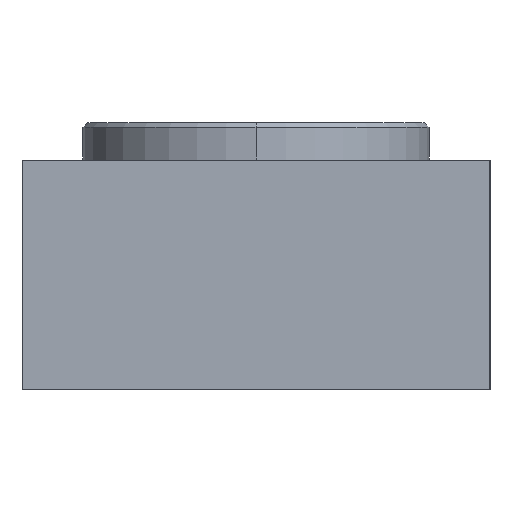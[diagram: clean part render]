
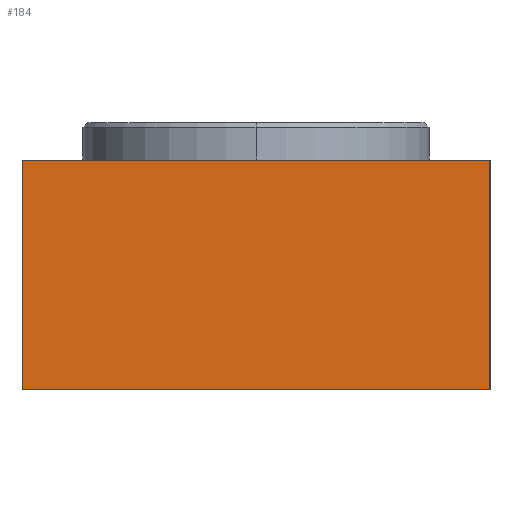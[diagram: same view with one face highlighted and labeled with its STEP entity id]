
A CAD part, left-side view. The second image highlights one B-rep face of the part: STEP entity #184.
In plain terms, the highlighted planar face has unit normal (-1, 0, 0).
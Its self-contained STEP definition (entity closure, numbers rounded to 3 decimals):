
#27 = EDGE_CURVE ( 'NONE', #277, #270, #837, .T. ) ;
#32 = EDGE_CURVE ( 'NONE', #437, #261, #962, .T. ) ;
#34 = EDGE_CURVE ( 'NONE', #277, #437, #947, .T. ) ;
#37 = EDGE_CURVE ( 'NONE', #270, #261, #736, .T. ) ;
#108 = AXIS2_PLACEMENT_3D ( 'NONE', #560, #611, #616 ) ;
#184 = ADVANCED_FACE ( 'NONE', ( #842 ), #579, .F. ) ;
#261 = VERTEX_POINT ( 'NONE', #525 ) ;
#270 = VERTEX_POINT ( 'NONE', #574 ) ;
#277 = VERTEX_POINT ( 'NONE', #614 ) ;
#302 = CARTESIAN_POINT ( 'NONE',  ( -37.5, 25., 24.5 ) ) ;
#326 = DIRECTION ( 'NONE',  ( 0., 0., -1. ) ) ;
#366 = DIRECTION ( 'NONE',  ( 0., -1., 0. ) ) ;
#369 = CARTESIAN_POINT ( 'NONE',  ( -37.5, -25., 0. ) ) ;
#376 = DIRECTION ( 'NONE',  ( 0., -1., 0. ) ) ;
#392 = CARTESIAN_POINT ( 'NONE',  ( -37.5, -25., 24.5 ) ) ;
#399 = CARTESIAN_POINT ( 'NONE',  ( -37.5, -25., 24.5 ) ) ;
#400 = DIRECTION ( 'NONE',  ( 0., 0., -1. ) ) ;
#437 = VERTEX_POINT ( 'NONE', #553 ) ;
#525 = CARTESIAN_POINT ( 'NONE',  ( -37.5, -25., 0. ) ) ;
#553 = CARTESIAN_POINT ( 'NONE',  ( -37.5, 25., 0. ) ) ;
#560 = CARTESIAN_POINT ( 'NONE',  ( -37.5, -25., 24.5 ) ) ;
#574 = CARTESIAN_POINT ( 'NONE',  ( -37.5, -25., 24.5 ) ) ;
#579 = PLANE ( 'NONE',  #108 ) ;
#611 = DIRECTION ( 'NONE',  ( 1., 0., 0. ) ) ;
#614 = CARTESIAN_POINT ( 'NONE',  ( -37.5, 25., 24.5 ) ) ;
#616 = DIRECTION ( 'NONE',  ( 0., 0., -1. ) ) ;
#636 = VECTOR ( 'NONE', #376, 1000. ) ;
#736 = LINE ( 'NONE', #399, #807 ) ;
#807 = VECTOR ( 'NONE', #326, 1000. ) ;
#837 = LINE ( 'NONE', #392, #636 ) ;
#842 = FACE_OUTER_BOUND ( 'NONE', #990, .T. ) ;
#853 = ORIENTED_EDGE ( 'NONE', *, *, #34, .T. ) ;
#900 = ORIENTED_EDGE ( 'NONE', *, *, #32, .T. ) ;
#947 = LINE ( 'NONE', #302, #999 ) ;
#962 = LINE ( 'NONE', #369, #1006 ) ;
#978 = ORIENTED_EDGE ( 'NONE', *, *, #27, .F. ) ;
#990 = EDGE_LOOP ( 'NONE', ( #900, #995, #978, #853 ) ) ;
#995 = ORIENTED_EDGE ( 'NONE', *, *, #37, .F. ) ;
#999 = VECTOR ( 'NONE', #400, 1000. ) ;
#1006 = VECTOR ( 'NONE', #366, 1000. ) ;
